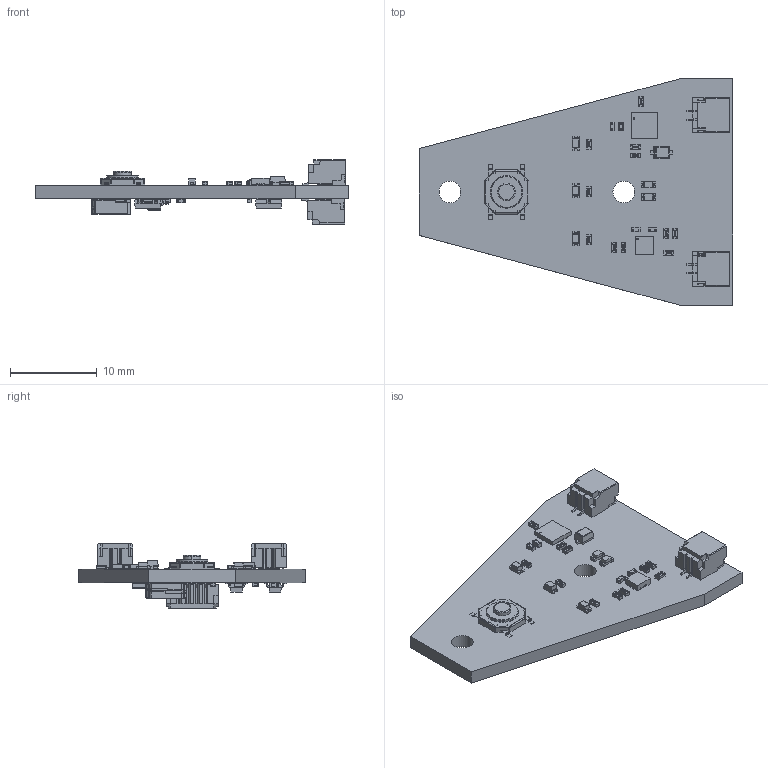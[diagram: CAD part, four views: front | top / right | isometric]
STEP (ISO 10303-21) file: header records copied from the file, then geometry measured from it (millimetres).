
FILE_DESCRIPTION(('Open CASCADE Model'),'2;1');
FILE_NAME('Open CASCADE Shape Model','2024-03-27T22:38:36',('Author'),( 'Open CASCADE'),'Open CASCADE STEP processor 6.8','Open CASCADE 6.8' ,'Unknown');
FILE_SCHEMA(('AUTOMOTIVE_DESIGN { 1 0 10303 214 1 1 1 1 }'));
Length unit declared in the file: millimetre
Products named in the file (58): PCB; Board; Open CASCADE STEP translator 6.8 1.1.1; SW1; 6781946256; L1; 1235AS-H-220M=P3--3DModel-STEP-46669; R6; User_Library-RES_1005-0402; U4; AP3019AKTR-G1; U3; VQFN20_3X3_MCH; U2; CircuitWorks-SOT-23; U1; 5569194512; R16; RCS040220R0FKED; R15; R14; R13; R12; R11; R10; User_Library-CR3216-1206; R9; R8; R7; R5; R4; R3; R2; R1; Q1; LED5; 150060GS75000--3DModel-STEP-510211; LED4; LED3; LED2 ...
Assembly tree (82 placements, depth 3):
  PCB
    Board
      Open CASCADE STEP translator 6.8 1.1.1
    SW1
      6781946256
    L1
      1235AS-H-220M=P3--3DModel-STEP-46669
    R6
      User_Library-RES_1005-0402
    U4
      AP3019AKTR-G1
    U3
      VQFN20_3X3_MCH
    U2
      CircuitWorks-SOT-23
    U1
      5569194512
    R16
      RCS040220R0FKED
    R15
      User_Library-RES_1005-0402
    R14
      User_Library-RES_1005-0402
    R13
      User_Library-RES_1005-0402
    R12
      User_Library-RES_1005-0402
    R11
      User_Library-RES_1005-0402
    R10
      User_Library-CR3216-1206
    R9
      User_Library-RES_1005-0402
    R8
      User_Library-RES_1005-0402
    R7
      User_Library-RES_1005-0402
    R5
      User_Library-RES_1005-0402
    R4
      User_Library-RES_1005-0402
    R3
      User_Library-RES_1005-0402
    R2
      User_Library-RES_1005-0402
    R1
      User_Library-RES_1005-0402
    Q1
      CircuitWorks-SOT-23
    LED5
      150060GS75000--3DModel-STEP-510211
    LED4
      150060GS75000--3DModel-STEP-510211
    LED3
      150060GS75000--3DModel-STEP-510211
    LED2
      User_Library-LED_SMD0603
    LED1
      User_Library-LED_SMD0603
    J3
Bounding box: 36 x 26 x 7.42 mm (x, y, z)
Volume: 1284.6 mm3; surface area: 2605.4 mm2
Topology: 173 solids, 181 shells, 3763 faces, 9187 edges, 5745 vertices
Faces by surface type: plane 2664, bspline 492, cylinder 473, sphere 128, torus 6
Full cylindrical faces by diameter (mm): 0.15 x1, 2.5 x2
Entity records: 53364 total; most frequent: CARTESIAN_POINT 11769, ORIENTED_EDGE 7790, DIRECTION 7440, EDGE_CURVE 3895, LINE 3348, VECTOR 3348, VERTEX_POINT 2501, AXIS2_PLACEMENT_3D 2046
